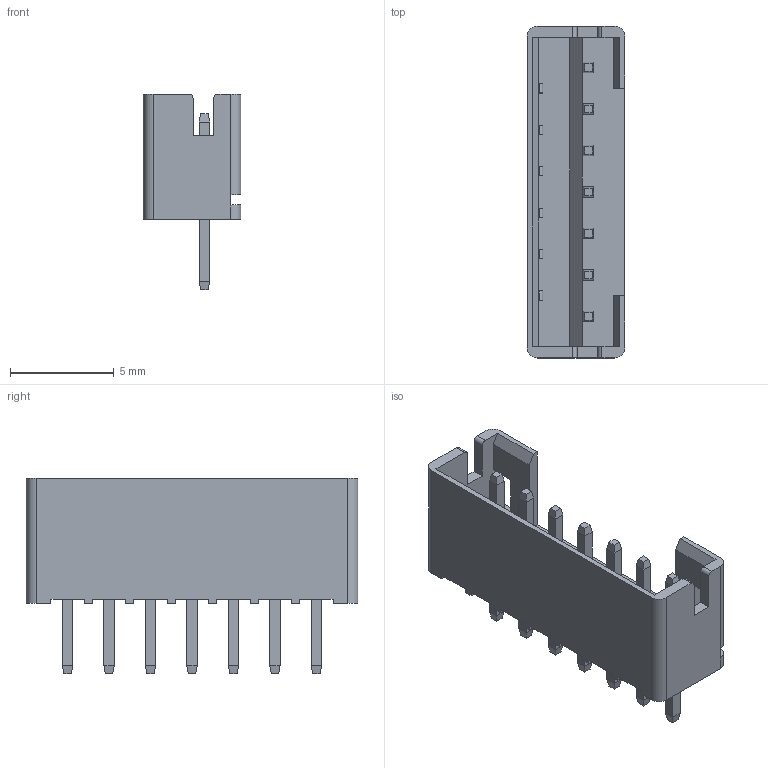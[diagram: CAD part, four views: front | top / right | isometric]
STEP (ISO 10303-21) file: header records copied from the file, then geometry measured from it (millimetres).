
FILE_DESCRIPTION(('FreeCAD Model'),'2;1');
FILE_NAME('Open CASCADE Shape Model','2024-04-23T13:56:39',( 'kicad StepUp'),('ksu MCAD'),'Open CASCADE STEP processor 7.6', 'FreeCAD','Unknown');
FILE_SCHEMA(('AUTOMOTIVE_DESIGN { 1 0 10303 214 1 1 1 1 }'));
Length unit declared in the file: millimetre
Products named in the file (1): Compound
Bounding box: 4.7 x 16 x 9.45 mm (x, y, z)
Volume: 173.9 mm3; surface area: 649.8 mm2
Topology: 8 solids, 8 shells, 231 faces, 591 edges, 374 vertices
Faces by surface type: plane 215, cylinder 16
Entity records: 8523 total; most frequent: CARTESIAN_POINT 1197, ORIENTED_EDGE 1182, DIRECTION 1087, EDGE_CURVE 591, LINE 559, VECTOR 559, VERTEX_POINT 374, AXIS2_PLACEMENT_3D 264
